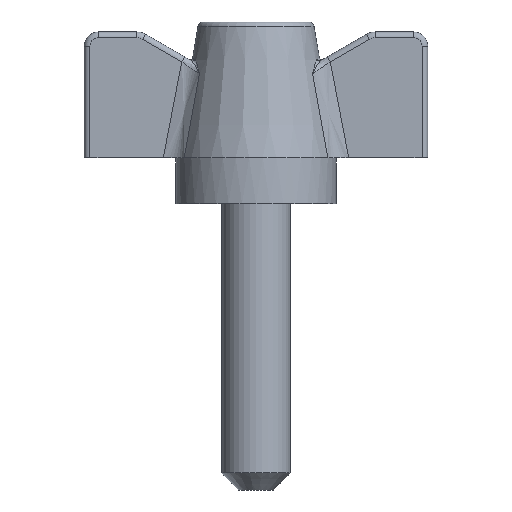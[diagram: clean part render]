
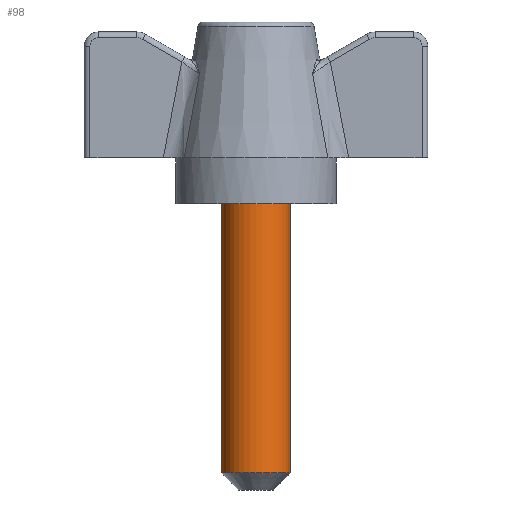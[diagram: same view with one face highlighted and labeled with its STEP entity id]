
A CAD part, front view. The second image highlights one B-rep face of the part: STEP entity #98.
In plain terms, the highlighted cylindrical face has radius 3 mm (diameter 6 mm), a full revolution.
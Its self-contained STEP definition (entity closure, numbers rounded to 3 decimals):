
#98 = ADVANCED_FACE( '', ( #239, #240 ), #241, .T. );
#239 = FACE_OUTER_BOUND( '', #594, .T. );
#240 = FACE_OUTER_BOUND( '', #595, .T. );
#241 = CYLINDRICAL_SURFACE( '', #596, 3. );
#594 = EDGE_LOOP( '', ( #1580 ) );
#595 = EDGE_LOOP( '', ( #1581 ) );
#596 = AXIS2_PLACEMENT_3D( '', #1582, #1583, #1584 );
#1580 = ORIENTED_EDGE( '', *, *, #2000, .T. );
#1581 = ORIENTED_EDGE( '', *, *, #2001, .T. );
#1582 = CARTESIAN_POINT( '', ( 0., 0., -25. ) );
#1583 = DIRECTION( '', ( 0., 0., -1. ) );
#1584 = DIRECTION( '', ( 1., 0., 0. ) );
#2000 = EDGE_CURVE( '', #2213, #2213, #2214, .F. );
#2001 = EDGE_CURVE( '', #2215, #2215, #2216, .F. );
#2213 = VERTEX_POINT( '', #2696 );
#2214 = CIRCLE( '', #2697, 3. );
#2215 = VERTEX_POINT( '', #2698 );
#2216 = CIRCLE( '', #2699, 3. );
#2696 = CARTESIAN_POINT( '', ( -3., 0., -23.5 ) );
#2697 = AXIS2_PLACEMENT_3D( '', #3340, #3341, #3342 );
#2698 = CARTESIAN_POINT( '', ( 3., 0., 0. ) );
#2699 = AXIS2_PLACEMENT_3D( '', #3343, #3344, #3345 );
#3340 = CARTESIAN_POINT( '', ( 0., 0., -23.5 ) );
#3341 = DIRECTION( '', ( 0., 0., -1. ) );
#3342 = DIRECTION( '', ( -1., 0., 0. ) );
#3343 = CARTESIAN_POINT( '', ( 0., 0., 0. ) );
#3344 = DIRECTION( '', ( 0., 0., 1. ) );
#3345 = DIRECTION( '', ( 1., 0., 0. ) );
